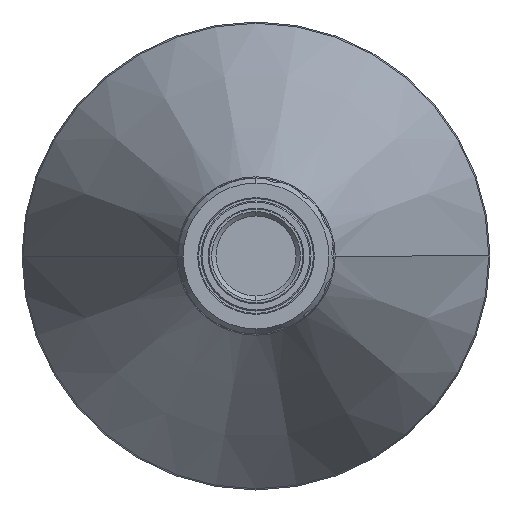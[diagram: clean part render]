
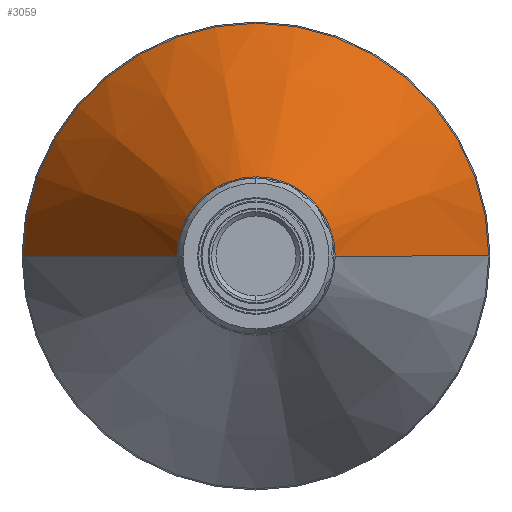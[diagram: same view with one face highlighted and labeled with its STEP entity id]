
A CAD part, left-side view. The second image highlights one B-rep face of the part: STEP entity #3059.
In plain terms, the highlighted conical face has half-angle 25 degrees and reference radius 18.281 mm.
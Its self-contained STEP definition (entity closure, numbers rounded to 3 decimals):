
#55 = CIRCLE ( 'NONE', #3289, 53.719 ) ;
#160 = AXIS2_PLACEMENT_3D ( 'NONE', #199, #3189, #2225 ) ;
#199 = CARTESIAN_POINT ( 'NONE',  ( 46.001, 0., 0. ) ) ;
#252 = VERTEX_POINT ( 'NONE', #3855 ) ;
#276 = ORIENTED_EDGE ( 'NONE', *, *, #921, .F. ) ;
#307 = EDGE_CURVE ( 'NONE', #2648, #2144, #609, .T. ) ;
#390 = ORIENTED_EDGE ( 'NONE', *, *, #1681, .T. ) ;
#394 = CIRCLE ( 'NONE', #160, 18.281 ) ;
#609 = CIRCLE ( 'NONE', #2211, 53.719 ) ;
#642 = VECTOR ( 'NONE', #1038, 1000. ) ;
#710 = CARTESIAN_POINT ( 'NONE',  ( 46.001, 18.281, 0. ) ) ;
#725 = LINE ( 'NONE', #710, #642 ) ;
#921 = EDGE_CURVE ( 'NONE', #3689, #2648, #55, .T. ) ;
#1038 = DIRECTION ( 'NONE',  ( 0.906, 0.423, 0. ) ) ;
#1164 = ORIENTED_EDGE ( 'NONE', *, *, #3086, .F. ) ;
#1443 = VERTEX_POINT ( 'NONE', #3266 ) ;
#1462 = DIRECTION ( 'NONE',  ( 1., 0., 0. ) ) ;
#1545 = CARTESIAN_POINT ( 'NONE',  ( 46.001, -18.281, 0. ) ) ;
#1577 = DIRECTION ( 'NONE',  ( 0., 1., 0. ) ) ;
#1584 = CARTESIAN_POINT ( 'NONE',  ( 121.997, 53.719, 0. ) ) ;
#1622 = AXIS2_PLACEMENT_3D ( 'NONE', #3524, #2513, #1577 ) ;
#1681 = EDGE_CURVE ( 'NONE', #1951, #2144, #2596, .T. ) ;
#1701 = ORIENTED_EDGE ( 'NONE', *, *, #2052, .F. ) ;
#1748 = DIRECTION ( 'NONE',  ( 0.906, -0.423, 0. ) ) ;
#1913 = VECTOR ( 'NONE', #1748, 1000. ) ;
#1951 = VERTEX_POINT ( 'NONE', #1545 ) ;
#2052 = EDGE_CURVE ( 'NONE', #1951, #1443, #2743, .T. ) ;
#2077 = CARTESIAN_POINT ( 'NONE',  ( 121.997, 0., 0. ) ) ;
#2100 = CARTESIAN_POINT ( 'NONE',  ( 121.997, 0., 0. ) ) ;
#2144 = VERTEX_POINT ( 'NONE', #2374 ) ;
#2154 = CARTESIAN_POINT ( 'NONE',  ( 121.997, 0., 53.719 ) ) ;
#2211 = AXIS2_PLACEMENT_3D ( 'NONE', #2100, #1462, #4107 ) ;
#2225 = DIRECTION ( 'NONE',  ( 0., 0., -1. ) ) ;
#2374 = CARTESIAN_POINT ( 'NONE',  ( 121.997, -53.719, 0. ) ) ;
#2499 = EDGE_CURVE ( 'NONE', #252, #3689, #725, .T. ) ;
#2513 = DIRECTION ( 'NONE',  ( 1., 0., 0. ) ) ;
#2546 = AXIS2_PLACEMENT_3D ( 'NONE', #3613, #3283, #3255 ) ;
#2596 = LINE ( 'NONE', #3743, #1913 ) ;
#2648 = VERTEX_POINT ( 'NONE', #2154 ) ;
#2743 = CIRCLE ( 'NONE', #2546, 18.281 ) ;
#2774 = ORIENTED_EDGE ( 'NONE', *, *, #2499, .F. ) ;
#2928 = FACE_OUTER_BOUND ( 'NONE', #4105, .T. ) ;
#3059 = ADVANCED_FACE ( 'NONE', ( #2928 ), #4048, .T. ) ;
#3086 = EDGE_CURVE ( 'NONE', #1443, #252, #394, .T. ) ;
#3189 = DIRECTION ( 'NONE',  ( -1., 0., 0. ) ) ;
#3255 = DIRECTION ( 'NONE',  ( 0., 0., -1. ) ) ;
#3266 = CARTESIAN_POINT ( 'NONE',  ( 46.001, 0., 18.281 ) ) ;
#3283 = DIRECTION ( 'NONE',  ( -1., 0., 0. ) ) ;
#3289 = AXIS2_PLACEMENT_3D ( 'NONE', #2077, #3384, #3704 ) ;
#3384 = DIRECTION ( 'NONE',  ( 1., 0., 0. ) ) ;
#3524 = CARTESIAN_POINT ( 'NONE',  ( 46.001, 0., 0. ) ) ;
#3567 = ORIENTED_EDGE ( 'NONE', *, *, #307, .F. ) ;
#3613 = CARTESIAN_POINT ( 'NONE',  ( 46.001, 0., 0. ) ) ;
#3689 = VERTEX_POINT ( 'NONE', #1584 ) ;
#3704 = DIRECTION ( 'NONE',  ( 0., 1., 0. ) ) ;
#3743 = CARTESIAN_POINT ( 'NONE',  ( 46.001, -18.281, 0. ) ) ;
#3855 = CARTESIAN_POINT ( 'NONE',  ( 46.001, 18.281, 0. ) ) ;
#4048 = CONICAL_SURFACE ( 'NONE', #1622, 18.281, 0.436 ) ;
#4105 = EDGE_LOOP ( 'NONE', ( #1701, #390, #3567, #276, #2774, #1164 ) ) ;
#4107 = DIRECTION ( 'NONE',  ( 0., 1., 0. ) ) ;
